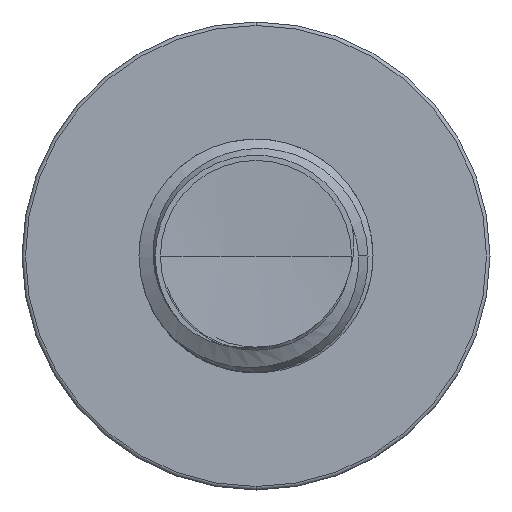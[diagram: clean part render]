
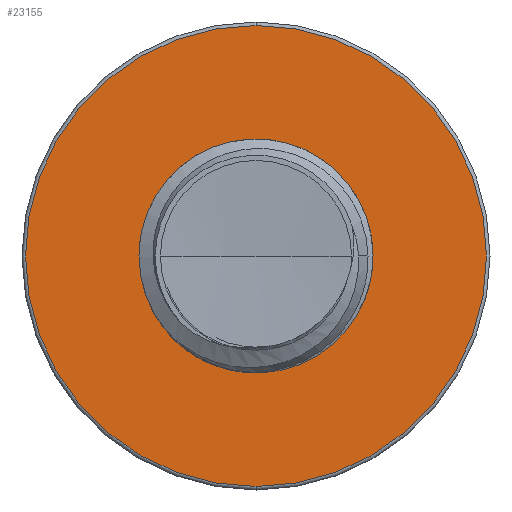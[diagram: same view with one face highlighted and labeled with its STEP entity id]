
A CAD part, front view. The second image highlights one B-rep face of the part: STEP entity #23155.
In plain terms, the highlighted planar face has unit normal (0, -1, 0).
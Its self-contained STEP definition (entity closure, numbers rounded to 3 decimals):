
#506 = CIRCLE ( 'NONE', #1996, 2.462 ) ;
#1785 = DIRECTION ( 'NONE',  ( 0., 0., -1. ) ) ;
#1996 = AXIS2_PLACEMENT_3D ( 'NONE', #7834, #22884, #10058 ) ;
#2115 = EDGE_CURVE ( 'NONE', #26871, #16261, #25292, .T. ) ;
#3124 = CIRCLE ( 'NONE', #12216, 1.203 ) ;
#3236 = CARTESIAN_POINT ( 'NONE',  ( 0., 7.5, 0. ) ) ;
#4130 = DIRECTION ( 'NONE',  ( 0., 0., -1. ) ) ;
#4639 = CARTESIAN_POINT ( 'NONE',  ( 0., 7.5, -1.203 ) ) ;
#5421 = DIRECTION ( 'NONE',  ( 0., 0., -1. ) ) ;
#5619 = EDGE_LOOP ( 'NONE', ( #20294, #9801 ) ) ;
#6058 = PLANE ( 'NONE',  #9521 ) ;
#7834 = CARTESIAN_POINT ( 'NONE',  ( 0., 7.5, 0. ) ) ;
#8918 = CARTESIAN_POINT ( 'NONE',  ( 0., 7.5, -2.462 ) ) ;
#9274 = EDGE_CURVE ( 'NONE', #20646, #22172, #3124, .T. ) ;
#9521 = AXIS2_PLACEMENT_3D ( 'NONE', #12934, #17301, #4130 ) ;
#9801 = ORIENTED_EDGE ( 'NONE', *, *, #2115, .T. ) ;
#10058 = DIRECTION ( 'NONE',  ( 0., 0., -1. ) ) ;
#10261 = FACE_OUTER_BOUND ( 'NONE', #5619, .T. ) ;
#12216 = AXIS2_PLACEMENT_3D ( 'NONE', #3236, #18589, #5421 ) ;
#12934 = CARTESIAN_POINT ( 'NONE',  ( 0., 7.5, 1.203 ) ) ;
#13396 = CIRCLE ( 'NONE', #20567, 1.203 ) ;
#14593 = CARTESIAN_POINT ( 'NONE',  ( 0., 7.5, 2.462 ) ) ;
#14808 = DIRECTION ( 'NONE',  ( 0., -1., 0. ) ) ;
#15432 = CARTESIAN_POINT ( 'NONE',  ( 0., 7.5, 1.203 ) ) ;
#15700 = AXIS2_PLACEMENT_3D ( 'NONE', #20820, #20730, #20676 ) ;
#15901 = ORIENTED_EDGE ( 'NONE', *, *, #9274, .F. ) ;
#15945 = EDGE_LOOP ( 'NONE', ( #21638, #15901 ) ) ;
#16261 = VERTEX_POINT ( 'NONE', #8918 ) ;
#17301 = DIRECTION ( 'NONE',  ( 0., -1., 0. ) ) ;
#17325 = EDGE_CURVE ( 'NONE', #22172, #20646, #13396, .T. ) ;
#18426 = EDGE_CURVE ( 'NONE', #16261, #26871, #506, .T. ) ;
#18589 = DIRECTION ( 'NONE',  ( 0., -1., 0. ) ) ;
#20294 = ORIENTED_EDGE ( 'NONE', *, *, #18426, .T. ) ;
#20567 = AXIS2_PLACEMENT_3D ( 'NONE', #27235, #14808, #1785 ) ;
#20646 = VERTEX_POINT ( 'NONE', #15432 ) ;
#20676 = DIRECTION ( 'NONE',  ( 0., 0., -1. ) ) ;
#20730 = DIRECTION ( 'NONE',  ( 0., -1., 0. ) ) ;
#20820 = CARTESIAN_POINT ( 'NONE',  ( 0., 7.5, 0. ) ) ;
#21638 = ORIENTED_EDGE ( 'NONE', *, *, #17325, .F. ) ;
#22172 = VERTEX_POINT ( 'NONE', #4639 ) ;
#22884 = DIRECTION ( 'NONE',  ( 0., -1., 0. ) ) ;
#23155 = ADVANCED_FACE ( 'NONE', ( #10261, #27018 ), #6058, .T. ) ;
#25292 = CIRCLE ( 'NONE', #15700, 2.462 ) ;
#26871 = VERTEX_POINT ( 'NONE', #14593 ) ;
#27018 = FACE_BOUND ( 'NONE', #15945, .T. ) ;
#27235 = CARTESIAN_POINT ( 'NONE',  ( 0., 7.5, 0. ) ) ;
